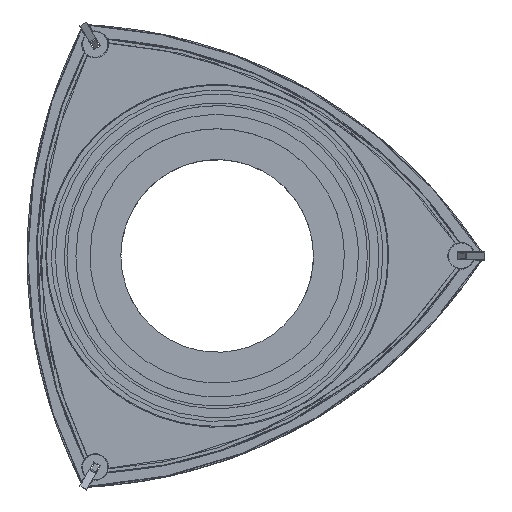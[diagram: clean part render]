
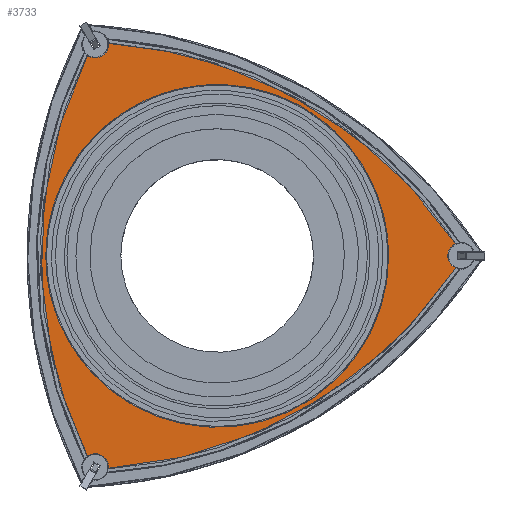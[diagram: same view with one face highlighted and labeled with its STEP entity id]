
A CAD part, top view. The second image highlights one B-rep face of the part: STEP entity #3733.
In plain terms, the highlighted free-form (B-spline) face has degree [1, 1] with [2, 2] control points.
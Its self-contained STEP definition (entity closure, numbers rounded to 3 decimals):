
#453 = EDGE_CURVE('',#454,#456,#458,.T.);
#454 = VERTEX_POINT('',#455);
#455 = CARTESIAN_POINT('',(-74.962,-0.499,
    37.317));
#456 = VERTEX_POINT('',#457);
#457 = CARTESIAN_POINT('',(72.858,-0.499,
    37.317));
#458 = ( BOUNDED_CURVE() B_SPLINE_CURVE(2,(#459,#460,#461,#462,#463),
.UNSPECIFIED.,.F.,.F.) B_SPLINE_CURVE_WITH_KNOTS((3,2,3),(3.142,
4.712,6.283),.PIECEWISE_BEZIER_KNOTS.) CURVE() 
GEOMETRIC_REPRESENTATION_ITEM() RATIONAL_B_SPLINE_CURVE((1.,
0.707,1.,0.707,1.)) REPRESENTATION_ITEM('') );
#459 = CARTESIAN_POINT('',(-74.962,-0.499,
    37.317));
#460 = CARTESIAN_POINT('',(-74.962,73.411,
    37.317));
#461 = CARTESIAN_POINT('',(-1.052,73.411,
    37.317));
#462 = CARTESIAN_POINT('',(72.858,73.411,
    37.317));
#463 = CARTESIAN_POINT('',(72.858,-0.499,
    37.317));
#508 = EDGE_CURVE('',#509,#511,#513,.T.);
#509 = VERTEX_POINT('',#510);
#510 = CARTESIAN_POINT('',(-47.859,90.643,
    37.317));
#511 = VERTEX_POINT('',#512);
#512 = CARTESIAN_POINT('',(-56.965,85.852,
    37.317));
#513 = ( BOUNDED_CURVE() B_SPLINE_CURVE(2,(#514,#515,#516),
.UNSPECIFIED.,.F.,.F.) B_SPLINE_CURVE_WITH_KNOTS((3,3),(0.,
2.173),.PIECEWISE_BEZIER_KNOTS.) CURVE() 
GEOMETRIC_REPRESENTATION_ITEM() RATIONAL_B_SPLINE_CURVE((1.,
0.466,1.)) REPRESENTATION_ITEM('') );
#514 = CARTESIAN_POINT('',(-47.859,90.643,
    37.317));
#515 = CARTESIAN_POINT('',(-47.859,79.595,
    37.317));
#516 = CARTESIAN_POINT('',(-56.965,85.852,
    37.317));
#566 = EDGE_CURVE('',#567,#569,#571,.T.);
#567 = VERTEX_POINT('',#568);
#568 = CARTESIAN_POINT('',(-47.859,-91.64,
    37.317));
#569 = VERTEX_POINT('',#570);
#570 = CARTESIAN_POINT('',(-47.877,-92.096,
    37.317));
#571 = ( BOUNDED_CURVE() B_SPLINE_CURVE(2,(#572,#573,#574),
.UNSPECIFIED.,.F.,.F.) B_SPLINE_CURVE_WITH_KNOTS((3,3),(0.,
0.078),.PIECEWISE_BEZIER_KNOTS.) CURVE() 
GEOMETRIC_REPRESENTATION_ITEM() RATIONAL_B_SPLINE_CURVE((1.,
0.999,1.)) REPRESENTATION_ITEM('') );
#572 = CARTESIAN_POINT('',(-47.859,-91.64,
    37.317));
#573 = CARTESIAN_POINT('',(-47.859,-91.868,
    37.317));
#574 = CARTESIAN_POINT('',(-47.877,-92.096,
    37.317));
#3733 = ADVANCED_FACE('',(#3734,#3782),#3793,.T.);
#3734 = FACE_BOUND('',#3735,.T.);
#3735 = EDGE_LOOP('',(#3736,#3746,#3752,#3753,#3761,#3767,#3768,#3776));
#3736 = ORIENTED_EDGE('',*,*,#3737,.T.);
#3737 = EDGE_CURVE('',#3738,#3740,#3742,.T.);
#3738 = VERTEX_POINT('',#3739);
#3739 = CARTESIAN_POINT('',(101.687,4.748,
    37.317));
#3740 = VERTEX_POINT('',#3741);
#3741 = CARTESIAN_POINT('',(-47.877,91.099,
    37.317));
#3742 = ( BOUNDED_CURVE() B_SPLINE_CURVE(2,(#3743,#3744,#3745),
.UNSPECIFIED.,.F.,.F.) B_SPLINE_CURVE_WITH_KNOTS((3,3),(0.59,
1.504),.PIECEWISE_BEZIER_KNOTS.) CURVE() 
GEOMETRIC_REPRESENTATION_ITEM() RATIONAL_B_SPLINE_CURVE((1.,
0.897,1.)) REPRESENTATION_ITEM('') );
#3743 = CARTESIAN_POINT('',(101.687,4.748,
    37.317));
#3744 = CARTESIAN_POINT('',(48.133,84.691,
    37.317));
#3745 = CARTESIAN_POINT('',(-47.877,91.099,
    37.317));
#3746 = ORIENTED_EDGE('',*,*,#3747,.T.);
#3747 = EDGE_CURVE('',#3740,#509,#3748,.T.);
#3748 = ( BOUNDED_CURVE() B_SPLINE_CURVE(2,(#3749,#3750,#3751),
.UNSPECIFIED.,.F.,.F.) B_SPLINE_CURVE_WITH_KNOTS((3,3),(6.205,
6.283),.PIECEWISE_BEZIER_KNOTS.) CURVE() 
GEOMETRIC_REPRESENTATION_ITEM() RATIONAL_B_SPLINE_CURVE((1.,
0.999,1.)) REPRESENTATION_ITEM('') );
#3749 = CARTESIAN_POINT('',(-47.877,91.099,
    37.317));
#3750 = CARTESIAN_POINT('',(-47.859,90.871,
    37.317));
#3751 = CARTESIAN_POINT('',(-47.859,90.643,
    37.317));
#3752 = ORIENTED_EDGE('',*,*,#508,.T.);
#3753 = ORIENTED_EDGE('',*,*,#3754,.T.);
#3754 = EDGE_CURVE('',#511,#3755,#3757,.T.);
#3755 = VERTEX_POINT('',#3756);
#3756 = CARTESIAN_POINT('',(-56.965,-86.849,
    37.317));
#3757 = ( BOUNDED_CURVE() B_SPLINE_CURVE(2,(#3758,#3759,#3760),
.UNSPECIFIED.,.F.,.F.) B_SPLINE_CURVE_WITH_KNOTS((3,3),(2.685,
3.599),.PIECEWISE_BEZIER_KNOTS.) CURVE() 
GEOMETRIC_REPRESENTATION_ITEM() RATIONAL_B_SPLINE_CURVE((1.,
0.897,1.)) REPRESENTATION_ITEM('') );
#3758 = CARTESIAN_POINT('',(-56.965,85.852,
    37.317));
#3759 = CARTESIAN_POINT('',(-99.42,-0.499,
    37.317));
#3760 = CARTESIAN_POINT('',(-56.965,-86.849,
    37.317));
#3761 = ORIENTED_EDGE('',*,*,#3762,.T.);
#3762 = EDGE_CURVE('',#3755,#567,#3763,.T.);
#3763 = ( BOUNDED_CURVE() B_SPLINE_CURVE(2,(#3764,#3765,#3766),
.UNSPECIFIED.,.F.,.F.) B_SPLINE_CURVE_WITH_KNOTS((3,3),(4.11,
6.283),.PIECEWISE_BEZIER_KNOTS.) CURVE() 
GEOMETRIC_REPRESENTATION_ITEM() RATIONAL_B_SPLINE_CURVE((1.,
0.466,1.)) REPRESENTATION_ITEM('') );
#3764 = CARTESIAN_POINT('',(-56.965,-86.849,
    37.317));
#3765 = CARTESIAN_POINT('',(-47.859,-80.592,
    37.317));
#3766 = CARTESIAN_POINT('',(-47.859,-91.64,
    37.317));
#3767 = ORIENTED_EDGE('',*,*,#566,.T.);
#3768 = ORIENTED_EDGE('',*,*,#3769,.T.);
#3769 = EDGE_CURVE('',#569,#3770,#3772,.T.);
#3770 = VERTEX_POINT('',#3771);
#3771 = CARTESIAN_POINT('',(101.687,-5.745,
    37.317));
#3772 = ( BOUNDED_CURVE() B_SPLINE_CURVE(2,(#3773,#3774,#3775),
.UNSPECIFIED.,.F.,.F.) B_SPLINE_CURVE_WITH_KNOTS((3,3),(4.779,
5.693),.PIECEWISE_BEZIER_KNOTS.) CURVE() 
GEOMETRIC_REPRESENTATION_ITEM() RATIONAL_B_SPLINE_CURVE((1.,
0.897,1.)) REPRESENTATION_ITEM('') );
#3773 = CARTESIAN_POINT('',(-47.877,-92.096,
    37.317));
#3774 = CARTESIAN_POINT('',(48.133,-85.688,
    37.317));
#3775 = CARTESIAN_POINT('',(101.687,-5.745,
    37.317));
#3776 = ORIENTED_EDGE('',*,*,#3777,.T.);
#3777 = EDGE_CURVE('',#3770,#3738,#3778,.T.);
#3778 = ( BOUNDED_CURVE() B_SPLINE_CURVE(2,(#3779,#3780,#3781),
.UNSPECIFIED.,.F.,.F.) B_SPLINE_CURVE_WITH_KNOTS((3,3),(2.016,
4.267),.PIECEWISE_BEZIER_KNOTS.) CURVE() 
GEOMETRIC_REPRESENTATION_ITEM() RATIONAL_B_SPLINE_CURVE((1.,
0.431,1.)) REPRESENTATION_ITEM('') );
#3779 = CARTESIAN_POINT('',(101.687,-5.745,
    37.317));
#3780 = CARTESIAN_POINT('',(90.688,-0.499,
    37.317));
#3781 = CARTESIAN_POINT('',(101.687,4.748,
    37.317));
#3782 = FACE_BOUND('',#3783,.T.);
#3783 = EDGE_LOOP('',(#3784,#3792));
#3784 = ORIENTED_EDGE('',*,*,#3785,.T.);
#3785 = EDGE_CURVE('',#456,#454,#3786,.T.);
#3786 = ( BOUNDED_CURVE() B_SPLINE_CURVE(2,(#3787,#3788,#3789,#3790,
#3791),.UNSPECIFIED.,.F.,.F.) B_SPLINE_CURVE_WITH_KNOTS((3,2,3),(0.,
1.571,3.142),.PIECEWISE_BEZIER_KNOTS.) CURVE() 
GEOMETRIC_REPRESENTATION_ITEM() RATIONAL_B_SPLINE_CURVE((1.,
0.707,1.,0.707,1.)) REPRESENTATION_ITEM('') );
#3787 = CARTESIAN_POINT('',(72.858,-0.499,
    37.317));
#3788 = CARTESIAN_POINT('',(72.858,-74.409,
    37.317));
#3789 = CARTESIAN_POINT('',(-1.052,-74.409,
    37.317));
#3790 = CARTESIAN_POINT('',(-74.962,-74.409,
    37.317));
#3791 = CARTESIAN_POINT('',(-74.962,-0.499,
    37.317));
#3792 = ORIENTED_EDGE('',*,*,#453,.T.);
#3793 = B_SPLINE_SURFACE_WITH_KNOTS('',1,1,(
    (#3794,#3795)
    ,(#3796,#3797
    )),.UNSPECIFIED.,.F.,.F.,.F.,(2,2),(2,2),(-8.107,
    153.31),(22.107,187.555),
  .PIECEWISE_BEZIER_KNOTS.);
#3794 = CARTESIAN_POINT('',(-42.381,111.112,
    37.317));
#3795 = CARTESIAN_POINT('',(116.27,19.515,
    37.317));
#3796 = CARTESIAN_POINT('',(-131.747,-43.674,
    37.317));
#3797 = CARTESIAN_POINT('',(26.905,-135.271,
    37.317));
